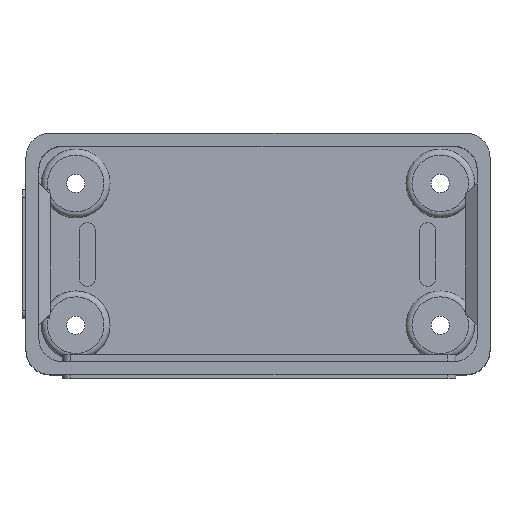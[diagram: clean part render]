
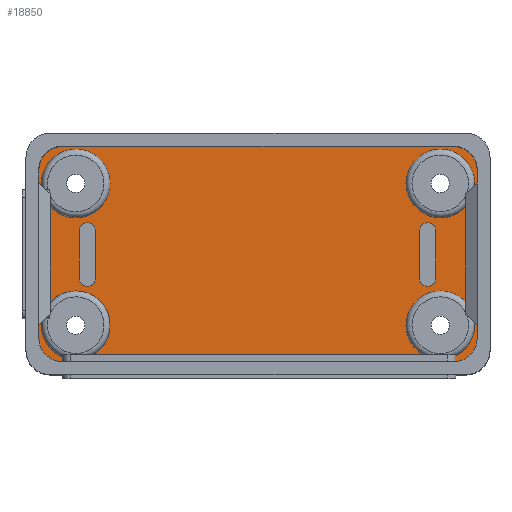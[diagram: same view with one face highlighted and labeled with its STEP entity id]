
A CAD part, top view. The second image highlights one B-rep face of the part: STEP entity #18850.
In plain terms, the highlighted planar face has unit normal (0, 0, 1).
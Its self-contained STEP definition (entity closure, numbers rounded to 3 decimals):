
#1746=FACE_BOUND('',#4161,.T.);
#1747=FACE_BOUND('',#4162,.T.);
#1748=FACE_BOUND('',#4163,.T.);
#1749=FACE_BOUND('',#4164,.T.);
#1750=FACE_BOUND('',#4165,.T.);
#1751=FACE_BOUND('',#4166,.T.);
#2101=PLANE('',#19574);
#3059=FACE_OUTER_BOUND('',#4160,.T.);
#4160=EDGE_LOOP('',(#17268,#17269,#17270,#17271,#17272,#17273,#17274,#17275));
#4161=EDGE_LOOP('',(#17276,#17277,#17278,#17279,#17280,#17281));
#4162=EDGE_LOOP('',(#17282,#17283,#17284,#17285,#17286,#17287));
#4163=EDGE_LOOP('',(#17288));
#4164=EDGE_LOOP('',(#17289));
#4165=EDGE_LOOP('',(#17290));
#4166=EDGE_LOOP('',(#17291));
#5157=LINE('',#31447,#6708);
#5162=LINE('',#31467,#6713);
#5171=LINE('',#31504,#6722);
#5172=LINE('',#31506,#6723);
#5684=LINE('',#36084,#7235);
#5685=LINE('',#36087,#7236);
#5692=LINE('',#36103,#7243);
#5699=LINE('',#36115,#7250);
#6708=VECTOR('',#21181,10.);
#6713=VECTOR('',#21204,10.);
#6722=VECTOR('',#21245,10.);
#6723=VECTOR('',#21248,10.);
#7235=VECTOR('',#22214,10.);
#7236=VECTOR('',#22217,10.);
#7243=VECTOR('',#22232,10.);
#7250=VECTOR('',#22241,10.);
#7412=CIRCLE('',#19018,3.);
#7435=CIRCLE('',#19064,4.3);
#7440=CIRCLE('',#19071,4.3);
#7444=CIRCLE('',#19077,4.3);
#7449=CIRCLE('',#19085,4.3);
#7504=CIRCLE('',#19314,1.);
#7508=CIRCLE('',#19321,1.);
#7509=CIRCLE('',#19323,1.);
#7510=CIRCLE('',#19326,1.);
#7512=CIRCLE('',#19329,1.);
#7516=CIRCLE('',#19335,1.);
#7517=CIRCLE('',#19337,1.);
#7518=CIRCLE('',#19339,1.);
#7552=CIRCLE('',#19566,3.);
#7554=CIRCLE('',#19571,3.);
#7556=CIRCLE('',#19575,3.);
#7615=VERTEX_POINT('',#22631);
#7616=VERTEX_POINT('',#22633);
#8054=VERTEX_POINT('',#24553);
#8062=VERTEX_POINT('',#24591);
#8065=VERTEX_POINT('',#24601);
#8069=VERTEX_POINT('',#24614);
#8840=VERTEX_POINT('',#31437);
#8841=VERTEX_POINT('',#31439);
#8843=VERTEX_POINT('',#31445);
#8847=VERTEX_POINT('',#31457);
#8848=VERTEX_POINT('',#31461);
#8849=VERTEX_POINT('',#31465);
#8852=VERTEX_POINT('',#31474);
#8853=VERTEX_POINT('',#31476);
#8858=VERTEX_POINT('',#31490);
#8859=VERTEX_POINT('',#31494);
#8860=VERTEX_POINT('',#31496);
#8861=VERTEX_POINT('',#31500);
#9287=VERTEX_POINT('',#36074);
#9288=VERTEX_POINT('',#36075);
#9291=VERTEX_POINT('',#36086);
#9293=VERTEX_POINT('',#36094);
#9296=VERTEX_POINT('',#36102);
#9300=VERTEX_POINT('',#36114);
#9496=EDGE_CURVE('',#7616,#7615,#7412,.T.);
#9955=EDGE_CURVE('',#8054,#8054,#7435,.T.);
#9965=EDGE_CURVE('',#8062,#8062,#7440,.T.);
#9970=EDGE_CURVE('',#8065,#8065,#7444,.T.);
#9976=EDGE_CURVE('',#8069,#8069,#7449,.T.);
#11162=EDGE_CURVE('',#8840,#8841,#7504,.F.);
#11166=EDGE_CURVE('',#8840,#8843,#5157,.T.);
#11172=EDGE_CURVE('',#8847,#8843,#7508,.F.);
#11174=EDGE_CURVE('',#8848,#8847,#7509,.F.);
#11176=EDGE_CURVE('',#8848,#8849,#5162,.T.);
#11177=EDGE_CURVE('',#8841,#8849,#7510,.F.);
#11180=EDGE_CURVE('',#8852,#8853,#7512,.F.);
#11187=EDGE_CURVE('',#8853,#8858,#7516,.F.);
#11190=EDGE_CURVE('',#8859,#8860,#7517,.F.);
#11192=EDGE_CURVE('',#8860,#8861,#7518,.F.);
#11194=EDGE_CURVE('',#8852,#8861,#5171,.T.);
#11195=EDGE_CURVE('',#8859,#8858,#5172,.T.);
#11997=EDGE_CURVE('',#9287,#9288,#7552,.T.);
#12002=EDGE_CURVE('',#9287,#7615,#5684,.T.);
#12003=EDGE_CURVE('',#7616,#9291,#5685,.T.);
#12008=EDGE_CURVE('',#9293,#9291,#7554,.T.);
#12012=EDGE_CURVE('',#9293,#9296,#5692,.T.);
#12019=EDGE_CURVE('',#9300,#9288,#5699,.T.);
#12020=EDGE_CURVE('',#9300,#9296,#7556,.T.);
#17268=ORIENTED_EDGE('',*,*,#11997,.T.);
#17269=ORIENTED_EDGE('',*,*,#12019,.F.);
#17270=ORIENTED_EDGE('',*,*,#12020,.T.);
#17271=ORIENTED_EDGE('',*,*,#12012,.F.);
#17272=ORIENTED_EDGE('',*,*,#12008,.T.);
#17273=ORIENTED_EDGE('',*,*,#12003,.F.);
#17274=ORIENTED_EDGE('',*,*,#9496,.T.);
#17275=ORIENTED_EDGE('',*,*,#12002,.F.);
#17276=ORIENTED_EDGE('',*,*,#11176,.T.);
#17277=ORIENTED_EDGE('',*,*,#11177,.F.);
#17278=ORIENTED_EDGE('',*,*,#11162,.F.);
#17279=ORIENTED_EDGE('',*,*,#11166,.T.);
#17280=ORIENTED_EDGE('',*,*,#11172,.F.);
#17281=ORIENTED_EDGE('',*,*,#11174,.F.);
#17282=ORIENTED_EDGE('',*,*,#11195,.T.);
#17283=ORIENTED_EDGE('',*,*,#11187,.F.);
#17284=ORIENTED_EDGE('',*,*,#11180,.F.);
#17285=ORIENTED_EDGE('',*,*,#11194,.T.);
#17286=ORIENTED_EDGE('',*,*,#11192,.F.);
#17287=ORIENTED_EDGE('',*,*,#11190,.F.);
#17288=ORIENTED_EDGE('',*,*,#9970,.T.);
#17289=ORIENTED_EDGE('',*,*,#9965,.T.);
#17290=ORIENTED_EDGE('',*,*,#9955,.T.);
#17291=ORIENTED_EDGE('',*,*,#9976,.T.);
#18850=ADVANCED_FACE('',(#3059,#1746,#1747,#1748,#1749,#1750,#1751),#2101,
 .T.);
#19018=AXIS2_PLACEMENT_3D('',#22634,#19755,#19756);
#19064=AXIS2_PLACEMENT_3D('',#24555,#20036,#20037);
#19071=AXIS2_PLACEMENT_3D('',#24593,#20053,#20054);
#19077=AXIS2_PLACEMENT_3D('',#24603,#20066,#20067);
#19085=AXIS2_PLACEMENT_3D('',#24616,#20083,#20084);
#19314=AXIS2_PLACEMENT_3D('',#31440,#21174,#21175);
#19321=AXIS2_PLACEMENT_3D('',#31459,#21194,#21195);
#19323=AXIS2_PLACEMENT_3D('',#31463,#21199,#21200);
#19326=AXIS2_PLACEMENT_3D('',#31469,#21207,#21208);
#19329=AXIS2_PLACEMENT_3D('',#31477,#21214,#21215);
#19335=AXIS2_PLACEMENT_3D('',#31491,#21229,#21230);
#19337=AXIS2_PLACEMENT_3D('',#31497,#21235,#21236);
#19339=AXIS2_PLACEMENT_3D('',#31501,#21240,#21241);
#19566=AXIS2_PLACEMENT_3D('',#36076,#22205,#22206);
#19571=AXIS2_PLACEMENT_3D('',#36095,#22224,#22225);
#19574=AXIS2_PLACEMENT_3D('',#36113,#22239,#22240);
#19575=AXIS2_PLACEMENT_3D('',#36116,#22242,#22243);
#19755=DIRECTION('center_axis',(0.,0.,1.));
#19756=DIRECTION('ref_axis',(0.707,-0.707,0.));
#20036=DIRECTION('center_axis',(0.,0.,-1.));
#20037=DIRECTION('ref_axis',(1.,0.,0.));
#20053=DIRECTION('center_axis',(0.,0.,-1.));
#20054=DIRECTION('ref_axis',(1.,0.,0.));
#20066=DIRECTION('center_axis',(0.,0.,-1.));
#20067=DIRECTION('ref_axis',(1.,0.,0.));
#20083=DIRECTION('center_axis',(0.,0.,-1.));
#20084=DIRECTION('ref_axis',(1.,0.,0.));
#21174=DIRECTION('center_axis',(0.,0.,-1.));
#21175=DIRECTION('ref_axis',(0.707,0.707,0.));
#21181=DIRECTION('',(0.,-1.,0.));
#21194=DIRECTION('center_axis',(0.,0.,-1.));
#21195=DIRECTION('ref_axis',(0.707,-0.707,0.));
#21199=DIRECTION('center_axis',(0.,0.,-1.));
#21200=DIRECTION('ref_axis',(-0.707,-0.707,0.));
#21204=DIRECTION('',(0.,1.,0.));
#21207=DIRECTION('center_axis',(0.,0.,-1.));
#21208=DIRECTION('ref_axis',(-0.707,0.707,0.));
#21214=DIRECTION('center_axis',(0.,0.,-1.));
#21215=DIRECTION('ref_axis',(0.707,0.707,0.));
#21229=DIRECTION('center_axis',(0.,0.,-1.));
#21230=DIRECTION('ref_axis',(-0.707,0.707,0.));
#21235=DIRECTION('center_axis',(0.,0.,-1.));
#21236=DIRECTION('ref_axis',(-0.707,-0.707,0.));
#21240=DIRECTION('center_axis',(0.,0.,-1.));
#21241=DIRECTION('ref_axis',(0.707,-0.707,0.));
#21245=DIRECTION('',(0.,-1.,0.));
#21248=DIRECTION('',(0.,1.,0.));
#22205=DIRECTION('center_axis',(0.,0.,1.));
#22206=DIRECTION('ref_axis',(0.707,0.707,0.));
#22214=DIRECTION('',(0.,-1.,0.));
#22217=DIRECTION('',(-1.,0.,0.));
#22224=DIRECTION('center_axis',(0.,0.,1.));
#22225=DIRECTION('ref_axis',(-0.707,-0.707,0.));
#22232=DIRECTION('',(0.,1.,0.));
#22239=DIRECTION('center_axis',(0.,0.,1.));
#22240=DIRECTION('ref_axis',(-1.,0.,0.));
#22241=DIRECTION('',(1.,0.,0.));
#22242=DIRECTION('center_axis',(0.,0.,1.));
#22243=DIRECTION('ref_axis',(-0.707,0.707,0.));
#22631=CARTESIAN_POINT('',(27.5,-10.53,1.6));
#22633=CARTESIAN_POINT('',(24.5,-13.53,1.6));
#22634=CARTESIAN_POINT('Origin',(24.5,-10.53,1.6));
#24553=CARTESIAN_POINT('',(-27.16,-8.89,1.6));
#24555=CARTESIAN_POINT('Origin',(-22.86,-8.89,1.6));
#24591=CARTESIAN_POINT('',(-27.16,8.89,1.6));
#24593=CARTESIAN_POINT('Origin',(-22.86,8.89,1.6));
#24601=CARTESIAN_POINT('',(18.56,-8.89,1.6));
#24603=CARTESIAN_POINT('Origin',(22.86,-8.89,1.6));
#24614=CARTESIAN_POINT('',(18.56,8.89,1.6));
#24616=CARTESIAN_POINT('Origin',(22.86,8.89,1.6));
#31437=CARTESIAN_POINT('',(22.3,3.,1.6));
#31439=CARTESIAN_POINT('',(21.3,4.,1.6));
#31440=CARTESIAN_POINT('Origin',(21.3,3.,1.6));
#31445=CARTESIAN_POINT('',(22.3,-3.,1.6));
#31447=CARTESIAN_POINT('',(22.3,-2.,1.6));
#31457=CARTESIAN_POINT('',(21.3,-4.,1.6));
#31459=CARTESIAN_POINT('Origin',(21.3,-3.,1.6));
#31461=CARTESIAN_POINT('',(20.3,-3.,1.6));
#31463=CARTESIAN_POINT('Origin',(21.3,-3.,1.6));
#31465=CARTESIAN_POINT('',(20.3,3.,1.6));
#31467=CARTESIAN_POINT('',(20.3,2.,1.6));
#31469=CARTESIAN_POINT('Origin',(21.3,3.,1.6));
#31474=CARTESIAN_POINT('',(-20.4,3.,1.6));
#31476=CARTESIAN_POINT('',(-21.4,4.,1.6));
#31477=CARTESIAN_POINT('Origin',(-21.4,3.,1.6));
#31490=CARTESIAN_POINT('',(-22.4,3.,1.6));
#31491=CARTESIAN_POINT('Origin',(-21.4,3.,1.6));
#31494=CARTESIAN_POINT('',(-22.4,-3.,1.6));
#31496=CARTESIAN_POINT('',(-21.4,-4.,1.6));
#31497=CARTESIAN_POINT('Origin',(-21.4,-3.,1.6));
#31500=CARTESIAN_POINT('',(-20.4,-3.,1.6));
#31501=CARTESIAN_POINT('Origin',(-21.4,-3.,1.6));
#31504=CARTESIAN_POINT('',(-20.4,-2.,1.6));
#31506=CARTESIAN_POINT('',(-22.4,2.,1.6));
#36074=CARTESIAN_POINT('',(27.5,10.53,1.6));
#36075=CARTESIAN_POINT('',(24.5,13.53,1.6));
#36076=CARTESIAN_POINT('Origin',(24.5,10.53,1.6));
#36084=CARTESIAN_POINT('',(27.5,13.53,1.6));
#36086=CARTESIAN_POINT('',(-24.5,-13.53,1.6));
#36087=CARTESIAN_POINT('',(27.5,-13.53,1.6));
#36094=CARTESIAN_POINT('',(-27.5,-10.53,1.6));
#36095=CARTESIAN_POINT('Origin',(-24.5,-10.53,1.6));
#36102=CARTESIAN_POINT('',(-27.5,10.53,1.6));
#36103=CARTESIAN_POINT('',(-27.5,-13.53,1.6));
#36113=CARTESIAN_POINT('Origin',(0.,0.,1.6));
#36114=CARTESIAN_POINT('',(-24.5,13.53,1.6));
#36115=CARTESIAN_POINT('',(-27.5,13.53,1.6));
#36116=CARTESIAN_POINT('Origin',(-24.5,10.53,1.6));
